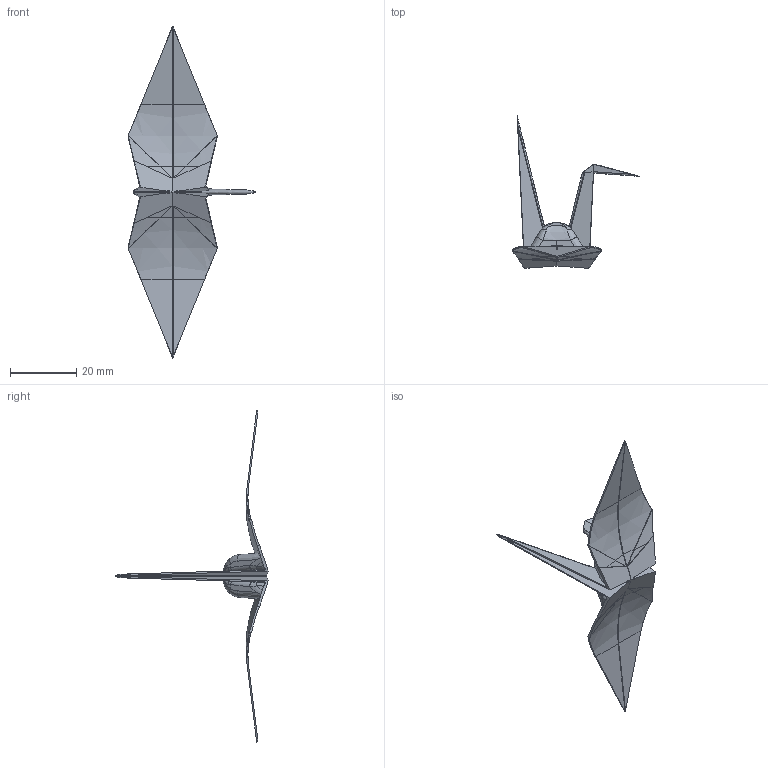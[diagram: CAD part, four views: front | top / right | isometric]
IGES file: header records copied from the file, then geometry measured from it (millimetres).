
Start section: SolidWorks IGES file using analytic representation for surfaces
Global section: file name: crane2.IGS; native system: SolidWorks 2015; preprocessor: SolidWorks 2015; author: oda; date: 151107.131132; units: millimetre
Bounding box: 38.52 x 45.94 x 99.97 mm (x, y, z)
Surface area: 5708.8 mm2 (no closed solid volume)
Topology: 0 solids, 0 shells, 212 faces, 1485 edges, 1481 vertices
Faces by surface type: bspline 174, revolution 38
